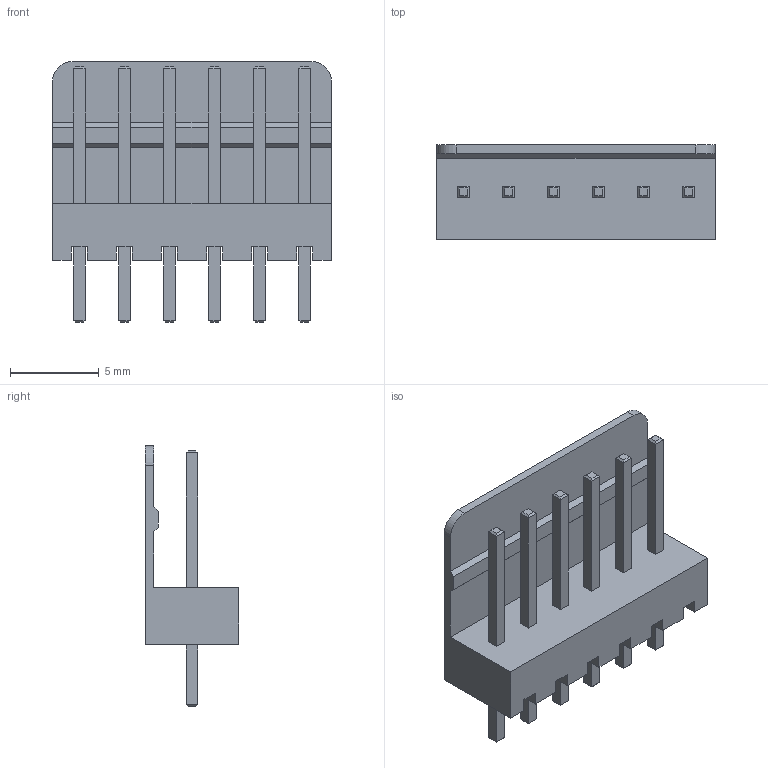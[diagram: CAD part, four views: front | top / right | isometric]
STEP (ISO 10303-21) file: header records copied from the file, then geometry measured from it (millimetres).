
FILE_DESCRIPTION(/* description */ ('Alibre Inc.'),/* implementation_level */ '2;1');
FILE_NAME(/* name */ 'export0',/* time_stamp */ '2012-11-13T22:42:31+02:00',/* author */ (''),/* organization */ (''),/* preprocessor_version */ 'ST-DEVELOPER v14',/* originating_system */ 'Alibre',/* authorisation */ '');
FILE_SCHEMA (('AUTOMOTIVE_DESIGN'));
Length unit declared in the file: centimetre
Bounding box: 15.72 x 5.3 x 14.7 mm (x, y, z)
Volume: 341.3 mm3; surface area: 784.8 mm2
Topology: 1 solids, 1 shells, 146 faces, 348 edges, 216 vertices
Faces by surface type: plane 144, cylinder 2
Entity records: 3839 total; most frequent: ORIENTED_EDGE 696, CARTESIAN_POINT 644, DIRECTION 434, EDGE_CURVE 348, VECTOR 308, LINE 308, VERTEX_POINT 216, EDGE_LOOP 158
